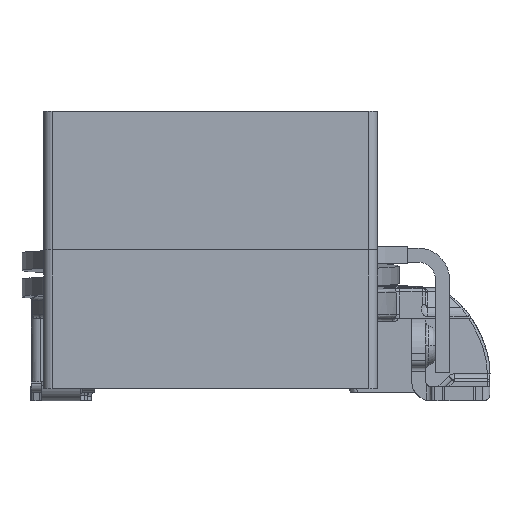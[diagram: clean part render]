
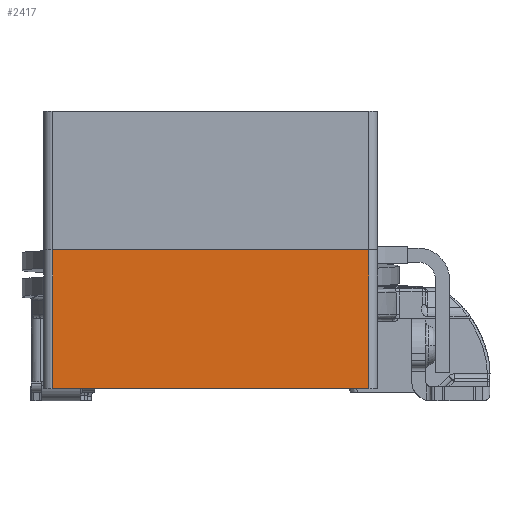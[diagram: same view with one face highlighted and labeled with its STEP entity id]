
A CAD part, left-side view. The second image highlights one B-rep face of the part: STEP entity #2417.
In plain terms, the highlighted planar face has unit normal (-1, 0, 0).
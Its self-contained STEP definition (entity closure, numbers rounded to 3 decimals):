
#2417 = ADVANCED_FACE( '', ( #5374 ), #5375, .F. );
#5374 = FACE_OUTER_BOUND( '', #12904, .T. );
#5375 = PLANE( '', #12905 );
#12904 = EDGE_LOOP( '', ( #24723, #24724, #24725, #24726 ) );
#12905 = AXIS2_PLACEMENT_3D( '', #24727, #24728, #24729 );
#24723 = ORIENTED_EDGE( '', *, *, #31404, .F. );
#24724 = ORIENTED_EDGE( '', *, *, #33038, .T. );
#24725 = ORIENTED_EDGE( '', *, *, #33039, .T. );
#24726 = ORIENTED_EDGE( '', *, *, #32605, .F. );
#24727 = CARTESIAN_POINT( '', ( -13.25, 9.5, 4. ) );
#24728 = DIRECTION( '', ( 1., 0., 0. ) );
#24729 = DIRECTION( '', ( 0., 0., -1. ) );
#31404 = EDGE_CURVE( '', #36372, #36374, #36375, .T. );
#32605 = EDGE_CURVE( '', #36374, #38244, #38245, .T. );
#33038 = EDGE_CURVE( '', #36372, #38832, #38833, .T. );
#33039 = EDGE_CURVE( '', #38832, #38244, #38834, .T. );
#36372 = VERTEX_POINT( '', #44833 );
#36374 = VERTEX_POINT( '', #44835 );
#36375 = LINE( '', #44836, #44837 );
#38244 = VERTEX_POINT( '', #49177 );
#38245 = LINE( '', #49178, #49179 );
#38832 = VERTEX_POINT( '', #50687 );
#38833 = LINE( '', #50688, #50689 );
#38834 = LINE( '', #50690, #50691 );
#44833 = CARTESIAN_POINT( '', ( -13.25, 9., 7.9 ) );
#44835 = CARTESIAN_POINT( '', ( -13.25, -9., 7.9 ) );
#44836 = CARTESIAN_POINT( '', ( -13.25, -9.5, 7.9 ) );
#44837 = VECTOR( '', #55432, 1000. );
#49177 = CARTESIAN_POINT( '', ( -13.25, -9., 0. ) );
#49178 = CARTESIAN_POINT( '', ( -13.25, -9., 4. ) );
#49179 = VECTOR( '', #56414, 1000. );
#50687 = CARTESIAN_POINT( '', ( -13.25, 9., 0. ) );
#50688 = CARTESIAN_POINT( '', ( -13.25, 9., 4. ) );
#50689 = VECTOR( '', #56739, 1000. );
#50690 = CARTESIAN_POINT( '', ( -13.25, 9.5, 0. ) );
#50691 = VECTOR( '', #56740, 1000. );
#55432 = DIRECTION( '', ( 0., -1., 0. ) );
#56414 = DIRECTION( '', ( 0., 0., -1. ) );
#56739 = DIRECTION( '', ( 0., 0., -1. ) );
#56740 = DIRECTION( '', ( 0., -1., 0. ) );
